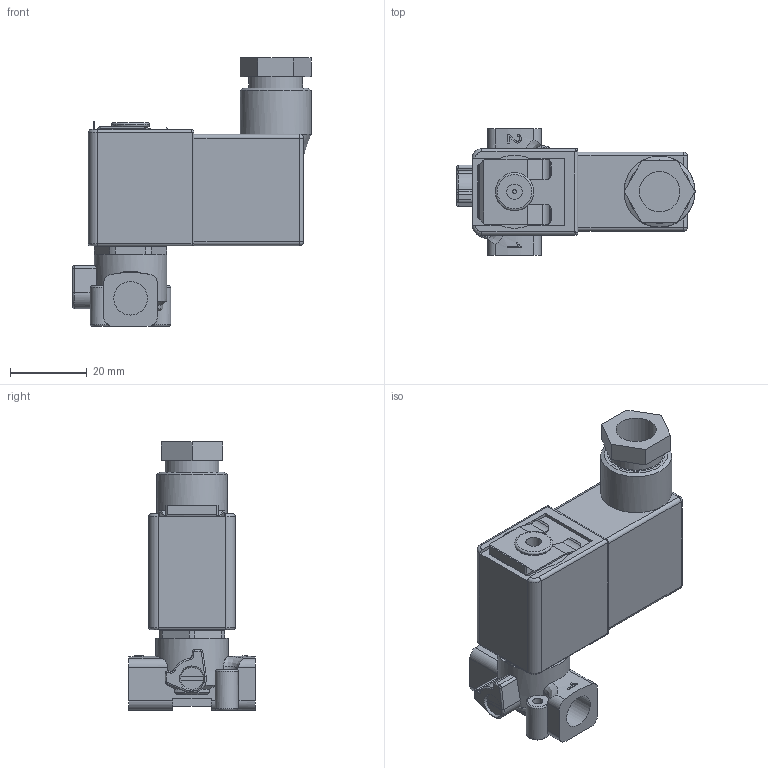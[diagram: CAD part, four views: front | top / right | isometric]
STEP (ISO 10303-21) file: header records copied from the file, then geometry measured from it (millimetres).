
FILE_DESCRIPTION(/* description */ (''),/* implementation_level */ '2;1');
FILE_NAME(/* name */ 'ASGO-G356A001 v3.step',/* time_stamp */ '2023-02-16T23:39:13Z',/* author */ (''),/* organization */ (''),/* preprocessor_version */ 'ST-DEVELOPER v19.2',/* originating_system */ 'Autodesk Translation Framework v11.17.0.187',/* authorisation */ '');
FILE_SCHEMA (('AUTOMOTIVE_DESIGN { 1 0 10303 214 3 1 1 }'));
Length unit declared in the file: millimetre
Products named in the file (6): ASGO-G356A001; Solenoid Valve; Connector; Solenoid; Valve Body; 92005A132_NO THREADS_Steel Pan Head Phillips Screw
Assembly tree (5 placements, depth 3):
  ASGO-G356A001
    Solenoid Valve
      Connector
      Solenoid
      Valve Body
      92005A132_NO THREADS_Steel Pan Head Phillips Screw
Bounding box: 62 x 33 x 69.85 mm (x, y, z)
Volume: 46745.3 mm3; surface area: 19029.4 mm2
Topology: 12 solids, 12 shells, 358 faces, 886 edges, 569 vertices
Faces by surface type: plane 175, cylinder 96, cone 30, bspline 30, torus 19, sphere 8
Full cylindrical faces by diameter (mm): 1 x1, 1.8 x3, 2.529 x3, 3 x1, 3.6 x1, 4 x1, 5.772 x1, 6.5 x1, 7 x1, 8.707 x2, 9.4 x1, 9.95 x3, 10 x1, 10.5 x1, 11 x1, 14 x1, 14.035 x2, 14.884 x1, 15 x1, 18.5 x1, 18.8 x1
Entity records: 11897 total; most frequent: CARTESIAN_POINT 3221, ORIENTED_EDGE 1764, DIRECTION 1755, EDGE_CURVE 882, AXIS2_PLACEMENT_3D 644, VERTEX_POINT 569, LINE 467, VECTOR 467
